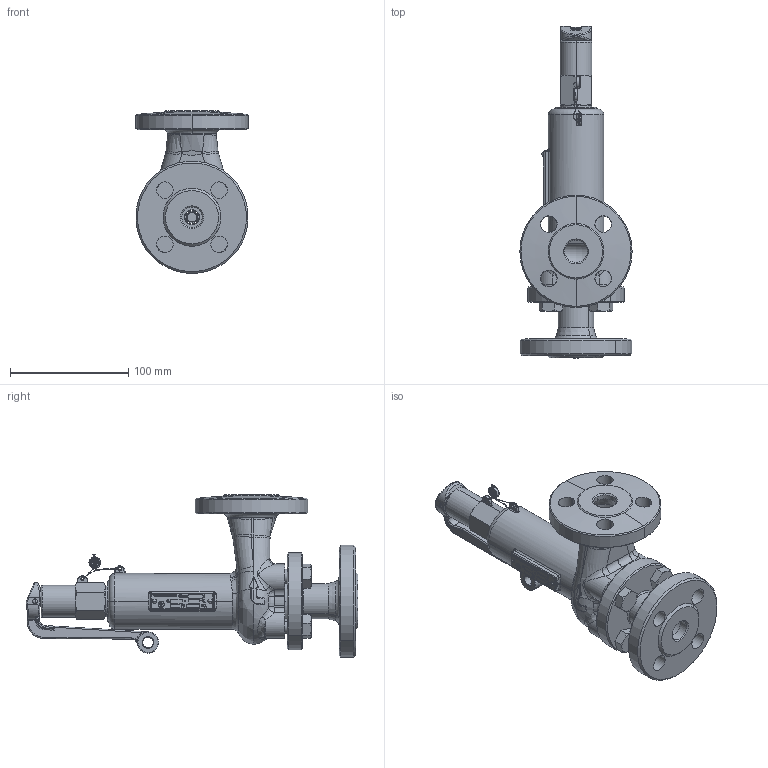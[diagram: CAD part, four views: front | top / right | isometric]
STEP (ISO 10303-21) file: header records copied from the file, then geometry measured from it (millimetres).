
FILE_DESCRIPTION (( 'STEP AP203' ), '1' );
FILE_NAME ('Typ 3 BG I.STEP', '2017-12-14T12:22:19', ( '' ), ( '' ), 'SwSTEP 2.0', 'SolidWorks 2016', '' );
FILE_SCHEMA (( 'CONFIG_CONTROL_DESIGN' ));
Length unit declared in the file: millimetre
Products named in the file (1): Typ 3 BG I
Bounding box: 95 x 280.7 x 137.32 mm (x, y, z)
Volume: 397633.7 mm3; surface area: 150769.1 mm2
Topology: 54 solids, 54 shells, 1686 faces, 4148 edges, 2577 vertices
Faces by surface type: bspline 616, plane 522, cylinder 305, torus 136, cone 99, sphere 8
Entity records: 76885 total; most frequent: CARTESIAN_POINT 41835, ORIENTED_EDGE 8240, DIRECTION 5654, EDGE_CURVE 4120, VERTEX_POINT 2577, AXIS2_PLACEMENT_3D 2032, EDGE_LOOP 1803, FACE_OUTER_BOUND 1686
